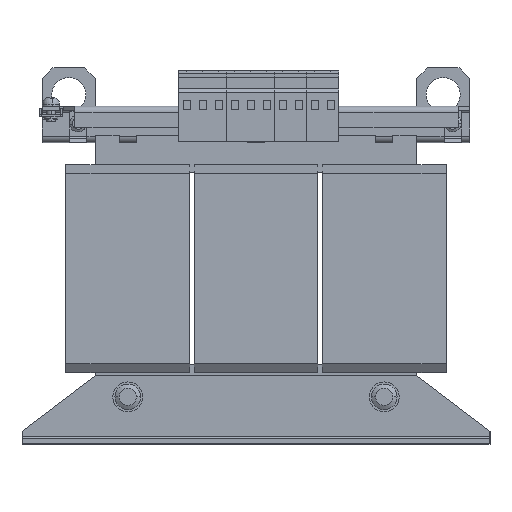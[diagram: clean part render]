
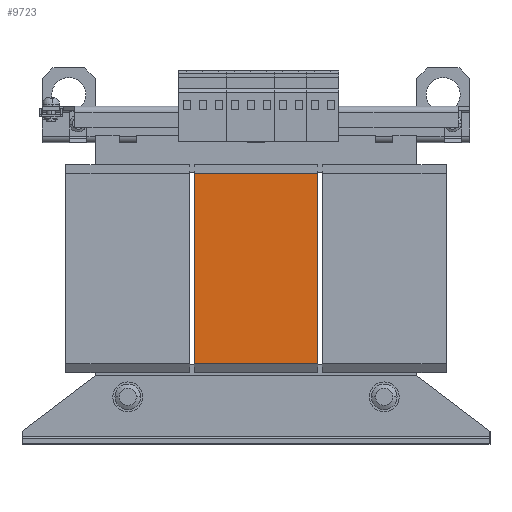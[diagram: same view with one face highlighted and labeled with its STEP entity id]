
A CAD part, top view. The second image highlights one B-rep face of the part: STEP entity #9723.
In plain terms, the highlighted planar face has unit normal (0, 0, 1).
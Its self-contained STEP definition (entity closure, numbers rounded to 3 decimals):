
#847 = CARTESIAN_POINT ( 'NONE',  ( 29., -44.5, 33.45 ) ) ;
#1622 = LINE ( 'NONE', #14240, #4631 ) ;
#1864 = AXIS2_PLACEMENT_3D ( 'NONE', #847, #15826, #8322 ) ;
#3361 = DIRECTION ( 'NONE',  ( -1., 0., 0. ) ) ;
#3772 = CARTESIAN_POINT ( 'NONE',  ( 29., 44.5, 33.45 ) ) ;
#4631 = VECTOR ( 'NONE', #8285, 1000. ) ;
#4642 = LINE ( 'NONE', #17471, #6695 ) ;
#4862 = EDGE_CURVE ( 'NONE', #8658, #14210, #10961, .T. ) ;
#5264 = ORIENTED_EDGE ( 'NONE', *, *, #4862, .T. ) ;
#6266 = CARTESIAN_POINT ( 'NONE',  ( 29., -44.5, 33.45 ) ) ;
#6695 = VECTOR ( 'NONE', #11379, 1000. ) ;
#6798 = VECTOR ( 'NONE', #10602, 1000. ) ;
#7020 = ORIENTED_EDGE ( 'NONE', *, *, #15383, .T. ) ;
#7937 = VECTOR ( 'NONE', #3361, 1000. ) ;
#8285 = DIRECTION ( 'NONE',  ( 0., -1., 0. ) ) ;
#8322 = DIRECTION ( 'NONE',  ( 0., 1., 0. ) ) ;
#8658 = VERTEX_POINT ( 'NONE', #16798 ) ;
#9115 = CARTESIAN_POINT ( 'NONE',  ( -29., -44.5, 33.45 ) ) ;
#9723 = ADVANCED_FACE ( 'NONE', ( #18035 ), #11219, .F. ) ;
#10602 = DIRECTION ( 'NONE',  ( 0., -1., 0. ) ) ;
#10636 = CARTESIAN_POINT ( 'NONE',  ( 29., -44.5, 33.45 ) ) ;
#10933 = VERTEX_POINT ( 'NONE', #3772 ) ;
#10935 = LINE ( 'NONE', #6266, #7937 ) ;
#10961 = LINE ( 'NONE', #13473, #6798 ) ;
#11219 = PLANE ( 'NONE',  #1864 ) ;
#11291 = VERTEX_POINT ( 'NONE', #10636 ) ;
#11379 = DIRECTION ( 'NONE',  ( -1., 0., 0. ) ) ;
#11700 = ORIENTED_EDGE ( 'NONE', *, *, #12117, .F. ) ;
#12117 = EDGE_CURVE ( 'NONE', #10933, #11291, #1622, .T. ) ;
#13404 = ORIENTED_EDGE ( 'NONE', *, *, #18449, .F. ) ;
#13473 = CARTESIAN_POINT ( 'NONE',  ( -29., -44.5, 33.45 ) ) ;
#14210 = VERTEX_POINT ( 'NONE', #9115 ) ;
#14240 = CARTESIAN_POINT ( 'NONE',  ( 29., -44.5, 33.45 ) ) ;
#15383 = EDGE_CURVE ( 'NONE', #10933, #8658, #4642, .T. ) ;
#15399 = EDGE_LOOP ( 'NONE', ( #5264, #13404, #11700, #7020 ) ) ;
#15826 = DIRECTION ( 'NONE',  ( 0., 0., -1. ) ) ;
#16798 = CARTESIAN_POINT ( 'NONE',  ( -29., 44.5, 33.45 ) ) ;
#17471 = CARTESIAN_POINT ( 'NONE',  ( 29., 44.5, 33.45 ) ) ;
#18035 = FACE_OUTER_BOUND ( 'NONE', #15399, .T. ) ;
#18449 = EDGE_CURVE ( 'NONE', #11291, #14210, #10935, .T. ) ;
